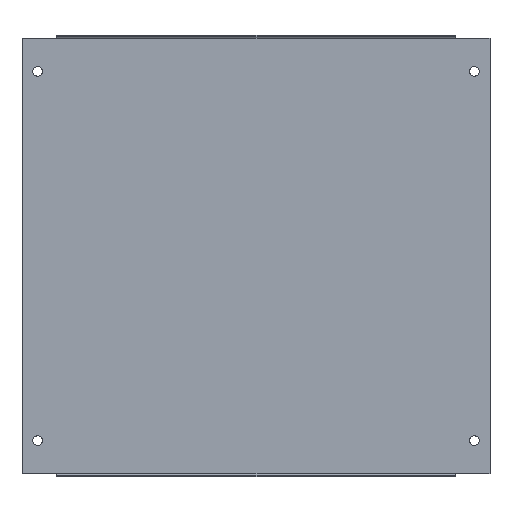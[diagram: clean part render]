
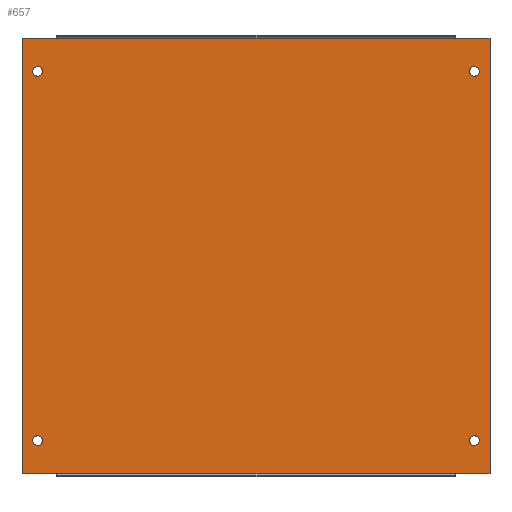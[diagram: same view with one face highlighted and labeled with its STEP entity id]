
A CAD part, top view. The second image highlights one B-rep face of the part: STEP entity #657.
In plain terms, the highlighted planar face has unit normal (0, 0, 1).
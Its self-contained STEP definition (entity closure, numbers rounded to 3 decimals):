
#2 = CARTESIAN_POINT ( 'NONE',  ( 317., 0., 0. ) ) ;
#3 = EDGE_CURVE ( 'NONE', #910, #457, #508, .T. ) ;
#13 = ORIENTED_EDGE ( 'NONE', *, *, #831, .T. ) ;
#15 = VERTEX_POINT ( 'NONE', #1039 ) ;
#20 = CARTESIAN_POINT ( 'NONE',  ( 0., 0., 0. ) ) ;
#23 = DIRECTION ( 'NONE',  ( -1., 0., 0. ) ) ;
#25 = ORIENTED_EDGE ( 'NONE', *, *, #499, .T. ) ;
#28 = FACE_BOUND ( 'NONE', #138, .T. ) ;
#36 = DIRECTION ( 'NONE',  ( -1., 0., 0. ) ) ;
#47 = ORIENTED_EDGE ( 'NONE', *, *, #3, .T. ) ;
#53 = DIRECTION ( 'NONE',  ( -1., 0., 0. ) ) ;
#63 = CARTESIAN_POINT ( 'NONE',  ( 309.65, 22.5, 0. ) ) ;
#83 = EDGE_CURVE ( 'NONE', #793, #497, #484, .T. ) ;
#103 = ORIENTED_EDGE ( 'NONE', *, *, #250, .T. ) ;
#104 = ORIENTED_EDGE ( 'NONE', *, *, #776, .F. ) ;
#113 = DIRECTION ( 'NONE',  ( 1., 0., 0. ) ) ;
#121 = VERTEX_POINT ( 'NONE', #611 ) ;
#129 = DIRECTION ( 'NONE',  ( 0., 0., -1. ) ) ;
#133 = LINE ( 'NONE', #450, #631 ) ;
#135 = EDGE_CURVE ( 'NONE', #644, #614, #791, .T. ) ;
#138 = EDGE_LOOP ( 'NONE', ( #337, #440 ) ) ;
#155 = CARTESIAN_POINT ( 'NONE',  ( 10.6, 272.5, 0. ) ) ;
#164 = VERTEX_POINT ( 'NONE', #704 ) ;
#166 = AXIS2_PLACEMENT_3D ( 'NONE', #155, #966, #549 ) ;
#169 = CIRCLE ( 'NONE', #252, 3.25 ) ;
#173 = CARTESIAN_POINT ( 'NONE',  ( 293.5, 0., 0. ) ) ;
#178 = AXIS2_PLACEMENT_3D ( 'NONE', #1028, #943, #693 ) ;
#198 = FACE_OUTER_BOUND ( 'NONE', #1008, .T. ) ;
#211 = DIRECTION ( 'NONE',  ( 0., 0., -1. ) ) ;
#226 = ORIENTED_EDGE ( 'NONE', *, *, #579, .T. ) ;
#230 = CARTESIAN_POINT ( 'NONE',  ( 13.85, 272.5, 0. ) ) ;
#232 = AXIS2_PLACEMENT_3D ( 'NONE', #311, #1043, #788 ) ;
#239 = CARTESIAN_POINT ( 'NONE',  ( 293.5, 0., 0. ) ) ;
#245 = EDGE_CURVE ( 'NONE', #457, #910, #737, .T. ) ;
#250 = EDGE_CURVE ( 'NONE', #816, #679, #973, .T. ) ;
#252 = AXIS2_PLACEMENT_3D ( 'NONE', #300, #129, #452 ) ;
#269 = AXIS2_PLACEMENT_3D ( 'NONE', #697, #754, #53 ) ;
#270 = EDGE_LOOP ( 'NONE', ( #25, #881 ) ) ;
#275 = CARTESIAN_POINT ( 'NONE',  ( 0., 0., 0. ) ) ;
#282 = PLANE ( 'NONE',  #912 ) ;
#290 = VERTEX_POINT ( 'NONE', #239 ) ;
#293 = CARTESIAN_POINT ( 'NONE',  ( 13.85, 22.5, 0. ) ) ;
#300 = CARTESIAN_POINT ( 'NONE',  ( 306.4, 22.5, 0. ) ) ;
#303 = LINE ( 'NONE', #1016, #860 ) ;
#308 = CARTESIAN_POINT ( 'NONE',  ( 7.35, 22.5, 0. ) ) ;
#311 = CARTESIAN_POINT ( 'NONE',  ( 10.6, 22.5, 0. ) ) ;
#318 = CARTESIAN_POINT ( 'NONE',  ( 0., 0., 0. ) ) ;
#320 = DIRECTION ( 'NONE',  ( 0., 0., -1. ) ) ;
#324 = DIRECTION ( 'NONE',  ( 1., 0., 0. ) ) ;
#325 = EDGE_CURVE ( 'NONE', #290, #326, #417, .T. ) ;
#326 = VERTEX_POINT ( 'NONE', #489 ) ;
#337 = ORIENTED_EDGE ( 'NONE', *, *, #135, .T. ) ;
#354 = VERTEX_POINT ( 'NONE', #275 ) ;
#356 = AXIS2_PLACEMENT_3D ( 'NONE', #636, #968, #722 ) ;
#367 = DIRECTION ( 'NONE',  ( 0., -1., 0. ) ) ;
#396 = VERTEX_POINT ( 'NONE', #2 ) ;
#398 = LINE ( 'NONE', #318, #897 ) ;
#402 = VECTOR ( 'NONE', #728, 1000. ) ;
#411 = VERTEX_POINT ( 'NONE', #677 ) ;
#412 = CARTESIAN_POINT ( 'NONE',  ( 309.65, 272.5, 0. ) ) ;
#415 = CARTESIAN_POINT ( 'NONE',  ( 0., 295., 0. ) ) ;
#417 = LINE ( 'NONE', #173, #680 ) ;
#422 = ORIENTED_EDGE ( 'NONE', *, *, #761, .T. ) ;
#424 = AXIS2_PLACEMENT_3D ( 'NONE', #779, #604, #596 ) ;
#440 = ORIENTED_EDGE ( 'NONE', *, *, #920, .T. ) ;
#450 = CARTESIAN_POINT ( 'NONE',  ( 0., 0., 0. ) ) ;
#452 = DIRECTION ( 'NONE',  ( -1., 0., 0. ) ) ;
#457 = VERTEX_POINT ( 'NONE', #1024 ) ;
#468 = ORIENTED_EDGE ( 'NONE', *, *, #967, .T. ) ;
#477 = ORIENTED_EDGE ( 'NONE', *, *, #325, .F. ) ;
#484 = CIRCLE ( 'NONE', #269, 3.25 ) ;
#487 = CIRCLE ( 'NONE', #356, 3.25 ) ;
#489 = CARTESIAN_POINT ( 'NONE',  ( 23.5, 0., 0. ) ) ;
#497 = VERTEX_POINT ( 'NONE', #857 ) ;
#499 = EDGE_CURVE ( 'NONE', #497, #793, #169, .T. ) ;
#508 = CIRCLE ( 'NONE', #543, 3.25 ) ;
#517 = CARTESIAN_POINT ( 'NONE',  ( 0., 0., 0. ) ) ;
#538 = VECTOR ( 'NONE', #36, 1000. ) ;
#543 = AXIS2_PLACEMENT_3D ( 'NONE', #801, #320, #730 ) ;
#549 = DIRECTION ( 'NONE',  ( -1., 0., 0. ) ) ;
#558 = ORIENTED_EDGE ( 'NONE', *, *, #683, .T. ) ;
#574 = VECTOR ( 'NONE', #113, 1000. ) ;
#579 = EDGE_CURVE ( 'NONE', #411, #15, #806, .T. ) ;
#596 = DIRECTION ( 'NONE',  ( -1., 0., 0. ) ) ;
#604 = DIRECTION ( 'NONE',  ( 0., 0., -1. ) ) ;
#611 = CARTESIAN_POINT ( 'NONE',  ( 317., 295., 0. ) ) ;
#614 = VERTEX_POINT ( 'NONE', #412 ) ;
#617 = DIRECTION ( 'NONE',  ( -1., 0., 0. ) ) ;
#626 = DIRECTION ( 'NONE',  ( 1., 0., 0. ) ) ;
#631 = VECTOR ( 'NONE', #367, 1000. ) ;
#636 = CARTESIAN_POINT ( 'NONE',  ( 306.4, 272.5, 0. ) ) ;
#644 = VERTEX_POINT ( 'NONE', #1022 ) ;
#649 = VECTOR ( 'NONE', #660, 1000. ) ;
#657 = ADVANCED_FACE ( 'NONE', ( #28, #855, #842, #848, #198 ), #282, .F. ) ;
#659 = ORIENTED_EDGE ( 'NONE', *, *, #245, .T. ) ;
#660 = DIRECTION ( 'NONE',  ( -1., 0., 0. ) ) ;
#677 = CARTESIAN_POINT ( 'NONE',  ( 23.5, 295., 0. ) ) ;
#679 = VERTEX_POINT ( 'NONE', #293 ) ;
#680 = VECTOR ( 'NONE', #23, 1000. ) ;
#683 = EDGE_CURVE ( 'NONE', #15, #354, #133, .T. ) ;
#693 = DIRECTION ( 'NONE',  ( -1., 0., 0. ) ) ;
#697 = CARTESIAN_POINT ( 'NONE',  ( 306.4, 22.5, 0. ) ) ;
#700 = EDGE_CURVE ( 'NONE', #121, #164, #856, .T. ) ;
#704 = CARTESIAN_POINT ( 'NONE',  ( 293.5, 295., 0. ) ) ;
#722 = DIRECTION ( 'NONE',  ( -1., 0., 0. ) ) ;
#728 = DIRECTION ( 'NONE',  ( 0., 1., 0. ) ) ;
#730 = DIRECTION ( 'NONE',  ( -1., 0., 0. ) ) ;
#737 = CIRCLE ( 'NONE', #166, 3.25 ) ;
#746 = ORIENTED_EDGE ( 'NONE', *, *, #886, .T. ) ;
#754 = DIRECTION ( 'NONE',  ( 0., 0., -1. ) ) ;
#761 = EDGE_CURVE ( 'NONE', #679, #816, #946, .T. ) ;
#776 = EDGE_CURVE ( 'NONE', #411, #164, #303, .T. ) ;
#779 = CARTESIAN_POINT ( 'NONE',  ( 306.4, 272.5, 0. ) ) ;
#787 = EDGE_LOOP ( 'NONE', ( #103, #422 ) ) ;
#788 = DIRECTION ( 'NONE',  ( -1., 0., 0. ) ) ;
#791 = CIRCLE ( 'NONE', #424, 3.25 ) ;
#793 = VERTEX_POINT ( 'NONE', #63 ) ;
#801 = CARTESIAN_POINT ( 'NONE',  ( 10.6, 272.5, 0. ) ) ;
#806 = LINE ( 'NONE', #415, #649 ) ;
#816 = VERTEX_POINT ( 'NONE', #308 ) ;
#831 = EDGE_CURVE ( 'NONE', #396, #121, #1045, .T. ) ;
#842 = FACE_BOUND ( 'NONE', #787, .T. ) ;
#848 = FACE_BOUND ( 'NONE', #270, .T. ) ;
#855 = FACE_BOUND ( 'NONE', #983, .T. ) ;
#856 = LINE ( 'NONE', #1023, #538 ) ;
#857 = CARTESIAN_POINT ( 'NONE',  ( 303.15, 22.5, 0. ) ) ;
#860 = VECTOR ( 'NONE', #626, 1000. ) ;
#881 = ORIENTED_EDGE ( 'NONE', *, *, #83, .T. ) ;
#886 = EDGE_CURVE ( 'NONE', #290, #396, #398, .T. ) ;
#891 = CARTESIAN_POINT ( 'NONE',  ( 317., 0., 0. ) ) ;
#897 = VECTOR ( 'NONE', #324, 1000. ) ;
#908 = LINE ( 'NONE', #20, #574 ) ;
#910 = VERTEX_POINT ( 'NONE', #230 ) ;
#912 = AXIS2_PLACEMENT_3D ( 'NONE', #517, #211, #617 ) ;
#920 = EDGE_CURVE ( 'NONE', #614, #644, #487, .T. ) ;
#943 = DIRECTION ( 'NONE',  ( 0., 0., -1. ) ) ;
#946 = CIRCLE ( 'NONE', #178, 3.25 ) ;
#966 = DIRECTION ( 'NONE',  ( 0., 0., -1. ) ) ;
#967 = EDGE_CURVE ( 'NONE', #354, #326, #908, .T. ) ;
#968 = DIRECTION ( 'NONE',  ( 0., 0., -1. ) ) ;
#973 = CIRCLE ( 'NONE', #232, 3.25 ) ;
#983 = EDGE_LOOP ( 'NONE', ( #659, #47 ) ) ;
#1008 = EDGE_LOOP ( 'NONE', ( #558, #468, #477, #746, #13, #1036, #104, #226 ) ) ;
#1016 = CARTESIAN_POINT ( 'NONE',  ( 23.5, 295., 0. ) ) ;
#1022 = CARTESIAN_POINT ( 'NONE',  ( 303.15, 272.5, 0. ) ) ;
#1023 = CARTESIAN_POINT ( 'NONE',  ( 0., 295., 0. ) ) ;
#1024 = CARTESIAN_POINT ( 'NONE',  ( 7.35, 272.5, 0. ) ) ;
#1028 = CARTESIAN_POINT ( 'NONE',  ( 10.6, 22.5, 0. ) ) ;
#1036 = ORIENTED_EDGE ( 'NONE', *, *, #700, .T. ) ;
#1039 = CARTESIAN_POINT ( 'NONE',  ( 0., 295., 0. ) ) ;
#1043 = DIRECTION ( 'NONE',  ( 0., 0., -1. ) ) ;
#1045 = LINE ( 'NONE', #891, #402 ) ;
